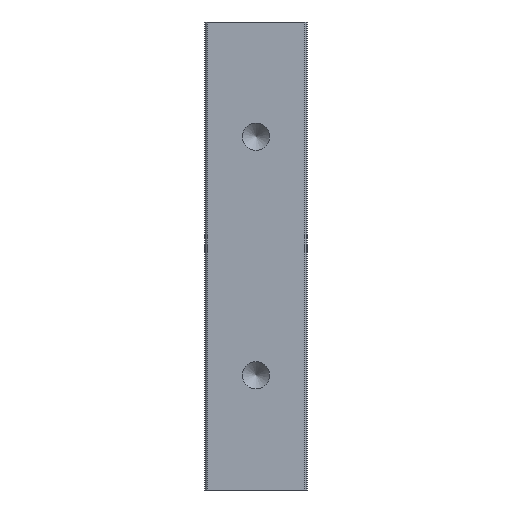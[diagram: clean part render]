
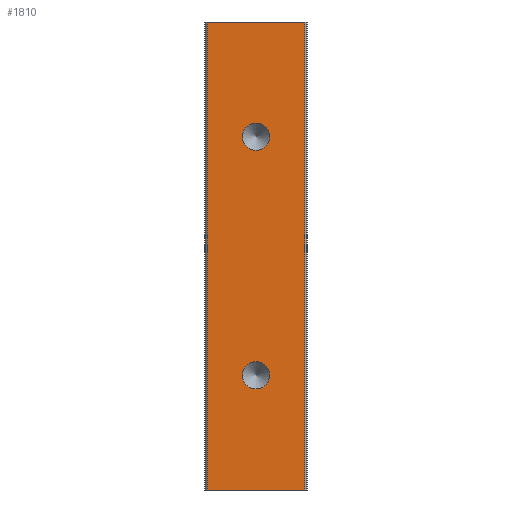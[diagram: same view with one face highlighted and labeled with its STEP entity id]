
A CAD part, front view. The second image highlights one B-rep face of the part: STEP entity #1810.
In plain terms, the highlighted planar face has unit normal (0, -1, 0).
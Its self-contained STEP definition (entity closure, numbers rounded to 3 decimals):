
#18 = EDGE_CURVE ( 'NONE', #370, #306, #724, .T. ) ;
#21 = EDGE_CURVE ( 'NONE', #302, #370, #1056, .T. ) ;
#33 = EDGE_CURVE ( 'NONE', #379, #306, #881, .T. ) ;
#104 = EDGE_CURVE ( 'NONE', #1781, #1781, #1204, .T. ) ;
#117 = EDGE_CURVE ( 'NONE', #302, #379, #1224, .T. ) ;
#149 = EDGE_CURVE ( 'NONE', #1785, #1785, #1273, .T. ) ;
#189 = AXIS2_PLACEMENT_3D ( 'NONE', #1844, #1842, #1818 ) ;
#208 = AXIS2_PLACEMENT_3D ( 'NONE', #1436, #1453, #1454 ) ;
#271 = AXIS2_PLACEMENT_3D ( 'NONE', #1762, #1763, #1764 ) ;
#302 = VERTEX_POINT ( 'NONE', #1493 ) ;
#306 = VERTEX_POINT ( 'NONE', #1496 ) ;
#370 = VERTEX_POINT ( 'NONE', #1560 ) ;
#379 = VERTEX_POINT ( 'NONE', #1569 ) ;
#429 = CARTESIAN_POINT ( 'NONE',  ( -21.5, 0., -206. ) ) ;
#431 = CARTESIAN_POINT ( 'NONE',  ( 21.5, 0., 0. ) ) ;
#432 = DIRECTION ( 'NONE',  ( 1., 0., 0. ) ) ;
#437 = DIRECTION ( 'NONE',  ( 0., 0., 1. ) ) ;
#466 = CARTESIAN_POINT ( 'NONE',  ( 21.5, 0., -206. ) ) ;
#467 = DIRECTION ( 'NONE',  ( 0., 0., 1. ) ) ;
#651 = EDGE_LOOP ( 'NONE', ( #707, #840, #825, #756 ) ) ;
#659 = ORIENTED_EDGE ( 'NONE', *, *, #104, .T. ) ;
#662 = EDGE_LOOP ( 'NONE', ( #776 ) ) ;
#707 = ORIENTED_EDGE ( 'NONE', *, *, #18, .F. ) ;
#708 = EDGE_LOOP ( 'NONE', ( #659 ) ) ;
#720 = VECTOR ( 'NONE', #432, 1000. ) ;
#724 = LINE ( 'NONE', #431, #720 ) ;
#737 = VECTOR ( 'NONE', #467, 1000. ) ;
#756 = ORIENTED_EDGE ( 'NONE', *, *, #33, .T. ) ;
#776 = ORIENTED_EDGE ( 'NONE', *, *, #149, .T. ) ;
#825 = ORIENTED_EDGE ( 'NONE', *, *, #117, .T. ) ;
#840 = ORIENTED_EDGE ( 'NONE', *, *, #21, .F. ) ;
#881 = LINE ( 'NONE', #466, #737 ) ;
#1056 = LINE ( 'NONE', #429, #1065 ) ;
#1065 = VECTOR ( 'NONE', #437, 1000. ) ;
#1204 = CIRCLE ( 'NONE', #189, 6. ) ;
#1224 = LINE ( 'NONE', #1856, #1225 ) ;
#1225 = VECTOR ( 'NONE', #1851, 1000. ) ;
#1273 = CIRCLE ( 'NONE', #208, 6. ) ;
#1373 = FACE_BOUND ( 'NONE', #662, .T. ) ;
#1378 = FACE_OUTER_BOUND ( 'NONE', #651, .T. ) ;
#1379 = FACE_BOUND ( 'NONE', #708, .T. ) ;
#1436 = CARTESIAN_POINT ( 'NONE',  ( 0., 0., -50.5 ) ) ;
#1453 = DIRECTION ( 'NONE',  ( 0., 1., 0. ) ) ;
#1454 = DIRECTION ( 'NONE',  ( 0., 0., 1. ) ) ;
#1493 = CARTESIAN_POINT ( 'NONE',  ( -21.5, 0., -206. ) ) ;
#1496 = CARTESIAN_POINT ( 'NONE',  ( 21.5, 0., 0. ) ) ;
#1560 = CARTESIAN_POINT ( 'NONE',  ( -21.5, 0., 0. ) ) ;
#1569 = CARTESIAN_POINT ( 'NONE',  ( 21.5, 0., -206. ) ) ;
#1700 = PLANE ( 'NONE',  #271 ) ;
#1762 = CARTESIAN_POINT ( 'NONE',  ( 21.5, 0., -206. ) ) ;
#1763 = DIRECTION ( 'NONE',  ( 0., -1., 0. ) ) ;
#1764 = DIRECTION ( 'NONE',  ( 1., 0., 0. ) ) ;
#1781 = VERTEX_POINT ( 'NONE', #1782 ) ;
#1782 = CARTESIAN_POINT ( 'NONE',  ( 0., 0., -149.5 ) ) ;
#1785 = VERTEX_POINT ( 'NONE', #1786 ) ;
#1786 = CARTESIAN_POINT ( 'NONE',  ( 0., 0., -44.5 ) ) ;
#1810 = ADVANCED_FACE ( 'NONE', ( #1373, #1378, #1379 ), #1700, .T. ) ;
#1818 = DIRECTION ( 'NONE',  ( 0., 0., 1. ) ) ;
#1842 = DIRECTION ( 'NONE',  ( 0., 1., 0. ) ) ;
#1844 = CARTESIAN_POINT ( 'NONE',  ( 0., 0., -155.5 ) ) ;
#1851 = DIRECTION ( 'NONE',  ( 1., 0., 0. ) ) ;
#1856 = CARTESIAN_POINT ( 'NONE',  ( 21.5, 0., -206. ) ) ;
